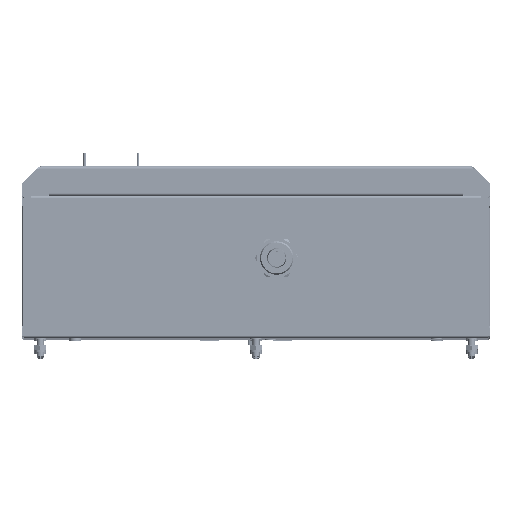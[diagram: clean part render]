
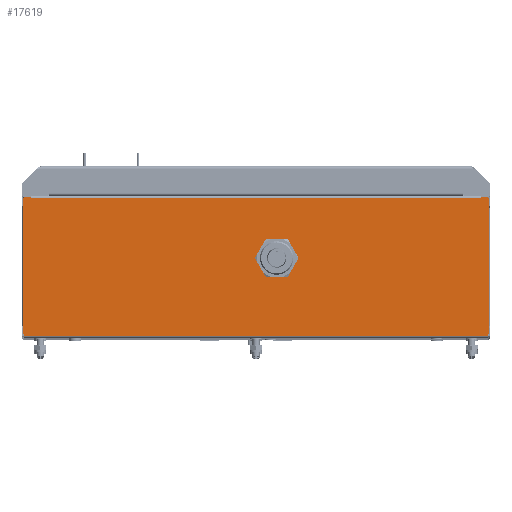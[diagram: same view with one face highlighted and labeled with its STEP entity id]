
A CAD part, top view. The second image highlights one B-rep face of the part: STEP entity #17619.
In plain terms, the highlighted planar face has unit normal (0, 0, 1).
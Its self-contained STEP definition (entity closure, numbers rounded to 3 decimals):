
#4401=DIRECTION('',(1.,0.,0.));
#4402=VECTOR('',#4401,195.973);
#4403=CARTESIAN_POINT('',(-195.973,2.,490.));
#4404=LINE('',#4403,#4402);
#4405=DIRECTION('',(1.,0.,0.));
#4406=VECTOR('',#4405,195.973);
#4407=CARTESIAN_POINT('',(0.,2.,490.));
#4408=LINE('',#4407,#4406);
#4409=CARTESIAN_POINT('',(195.973,2.,490.));
#4425=DIRECTION('',(0.5,0.866,0.));
#4426=VECTOR('',#4425,1.155);
#4427=CARTESIAN_POINT('',(190.,118.,490.));
#4428=LINE('',#4427,#4426);
#4429=DIRECTION('',(0.707,-0.707,0.));
#4430=VECTOR('',#4429,1.414);
#4431=CARTESIAN_POINT('',(195.5,119.,490.));
#4432=LINE('',#4431,#4430);
#4433=DIRECTION('',(-0.239,-0.971,0.));
#4434=VECTOR('',#4433,2.207);
#4435=CARTESIAN_POINT('',(196.5,4.143,490.));
#4436=LINE('',#4435,#4434);
#4437=DIRECTION('',(-0.239,0.971,0.));
#4438=VECTOR('',#4437,2.207);
#4439=CARTESIAN_POINT('',(-195.973,2.,490.));
#4440=LINE('',#4439,#4438);
#4441=DIRECTION('',(0.,1.,0.));
#4442=VECTOR('',#4441,113.857);
#4443=CARTESIAN_POINT('',(-196.5,4.143,490.));
#4444=LINE('',#4443,#4442);
#4445=DIRECTION('',(0.707,0.707,0.));
#4446=VECTOR('',#4445,1.414);
#4447=CARTESIAN_POINT('',(-196.5,118.,490.));
#4448=LINE('',#4447,#4446);
#4449=DIRECTION('',(1.,0.,0.));
#4450=VECTOR('',#4449,4.923);
#4451=CARTESIAN_POINT('',(-195.5,119.,490.));
#4452=LINE('',#4451,#4450);
#4453=DIRECTION('',(0.5,-0.866,0.));
#4454=VECTOR('',#4453,1.155);
#4455=CARTESIAN_POINT('',(-190.577,119.,490.));
#4456=LINE('',#4455,#4454);
#4457=CARTESIAN_POINT('',(17.5,67.5,490.));
#4458=DIRECTION('',(0.,0.,1.));
#4459=DIRECTION('',(1.,0.,0.));
#4460=AXIS2_PLACEMENT_3D('',#4457,#4458,#4459);
#4462=CARTESIAN_POINT('',(17.5,67.5,490.));
#4463=DIRECTION('',(0.,0.,1.));
#4464=DIRECTION('',(-1.,0.,0.));
#4465=AXIS2_PLACEMENT_3D('',#4462,#4463,#4464);
#4475=DIRECTION('',(-1.,0.,0.));
#4476=VECTOR('',#4475,190.);
#4477=CARTESIAN_POINT('',(190.,118.,490.));
#4478=LINE('',#4477,#4476);
#4479=DIRECTION('',(-1.,0.,0.));
#4480=VECTOR('',#4479,190.);
#4481=CARTESIAN_POINT('',(0.,118.,490.));
#4482=LINE('',#4481,#4480);
#4833=DIRECTION('',(0.,1.,0.));
#4834=VECTOR('',#4833,113.857);
#4835=CARTESIAN_POINT('',(196.5,4.143,490.));
#4836=LINE('',#4835,#4834);
#4845=DIRECTION('',(-1.,0.,0.));
#4846=VECTOR('',#4845,4.923);
#4847=CARTESIAN_POINT('',(195.5,119.,490.));
#4848=LINE('',#4847,#4846);
#11296=CARTESIAN_POINT('',(-195.973,2.,490.));
#11297=VERTEX_POINT('',#11296);
#11303=VERTEX_POINT('',#4409);
#12207=CARTESIAN_POINT('',(0.,2.,490.));
#12208=VERTEX_POINT('',#12207);
#12209=CARTESIAN_POINT('',(0.,118.,490.));
#12210=CARTESIAN_POINT('',(-190.,118.,490.));
#12211=VERTEX_POINT('',#12209);
#12212=VERTEX_POINT('',#12210);
#12213=CARTESIAN_POINT('',(190.,118.,490.));
#12214=VERTEX_POINT('',#12213);
#12215=CARTESIAN_POINT('',(190.577,119.,490.));
#12216=VERTEX_POINT('',#12215);
#12217=CARTESIAN_POINT('',(195.5,119.,490.));
#12218=VERTEX_POINT('',#12217);
#12219=CARTESIAN_POINT('',(196.5,118.,490.));
#12220=VERTEX_POINT('',#12219);
#12221=CARTESIAN_POINT('',(196.5,4.143,490.));
#12222=VERTEX_POINT('',#12221);
#12223=CARTESIAN_POINT('',(-196.5,4.143,490.));
#12224=VERTEX_POINT('',#12223);
#12225=CARTESIAN_POINT('',(-196.5,118.,490.));
#12226=VERTEX_POINT('',#12225);
#12227=CARTESIAN_POINT('',(-195.5,119.,490.));
#12228=VERTEX_POINT('',#12227);
#12229=CARTESIAN_POINT('',(-190.577,119.,490.));
#12230=VERTEX_POINT('',#12229);
#12231=CARTESIAN_POINT('',(31.75,67.5,490.));
#12232=CARTESIAN_POINT('',(3.25,67.5,490.));
#12233=VERTEX_POINT('',#12231);
#12234=VERTEX_POINT('',#12232);
#17580=CARTESIAN_POINT('',(-197.5,0.,490.));
#17581=DIRECTION('',(0.,0.,-1.));
#17582=DIRECTION('',(1.,0.,0.));
#17583=AXIS2_PLACEMENT_3D('',#17580,#17581,#17582);
#17584=PLANE('',#17583);
#17586=ORIENTED_EDGE('',*,*,#17585,.F.);
#17588=ORIENTED_EDGE('',*,*,#17587,.F.);
#17590=ORIENTED_EDGE('',*,*,#17589,.T.);
#17592=ORIENTED_EDGE('',*,*,#17591,.F.);
#17594=ORIENTED_EDGE('',*,*,#17593,.T.);
#17596=ORIENTED_EDGE('',*,*,#17595,.F.);
#17598=ORIENTED_EDGE('',*,*,#17597,.T.);
#17599=ORIENTED_EDGE('',*,*,#17571,.F.);
#17600=ORIENTED_EDGE('',*,*,#17569,.F.);
#17602=ORIENTED_EDGE('',*,*,#17601,.T.);
#17604=ORIENTED_EDGE('',*,*,#17603,.T.);
#17606=ORIENTED_EDGE('',*,*,#17605,.T.);
#17608=ORIENTED_EDGE('',*,*,#17607,.T.);
#17610=ORIENTED_EDGE('',*,*,#17609,.T.);
#17611=EDGE_LOOP('',(#17586,#17588,#17590,#17592,#17594,#17596,#17598,#17599,
#17600,#17602,#17604,#17606,#17608,#17610));
#17612=FACE_OUTER_BOUND('',#17611,.F.);
#17614=ORIENTED_EDGE('',*,*,#17613,.T.);
#17616=ORIENTED_EDGE('',*,*,#17615,.T.);
#17617=EDGE_LOOP('',(#17614,#17616));
#17618=FACE_BOUND('',#17617,.F.);
#17619=ADVANCED_FACE('',(#17612,#17618),#17584,.F.);
#4461=CIRCLE('',#4460,14.25);
#4466=CIRCLE('',#4465,14.25);
#17569=EDGE_CURVE('',#11297,#12208,#4404,.T.);
#17571=EDGE_CURVE('',#12208,#11303,#4408,.T.);
#17585=EDGE_CURVE('',#12211,#12212,#4482,.T.);
#17587=EDGE_CURVE('',#12214,#12211,#4478,.T.);
#17589=EDGE_CURVE('',#12214,#12216,#4428,.T.);
#17591=EDGE_CURVE('',#12218,#12216,#4848,.T.);
#17593=EDGE_CURVE('',#12218,#12220,#4432,.T.);
#17595=EDGE_CURVE('',#12222,#12220,#4836,.T.);
#17597=EDGE_CURVE('',#12222,#11303,#4436,.T.);
#17601=EDGE_CURVE('',#11297,#12224,#4440,.T.);
#17603=EDGE_CURVE('',#12224,#12226,#4444,.T.);
#17605=EDGE_CURVE('',#12226,#12228,#4448,.T.);
#17607=EDGE_CURVE('',#12228,#12230,#4452,.T.);
#17609=EDGE_CURVE('',#12230,#12212,#4456,.T.);
#17613=EDGE_CURVE('',#12233,#12234,#4461,.T.);
#17615=EDGE_CURVE('',#12234,#12233,#4466,.T.);
